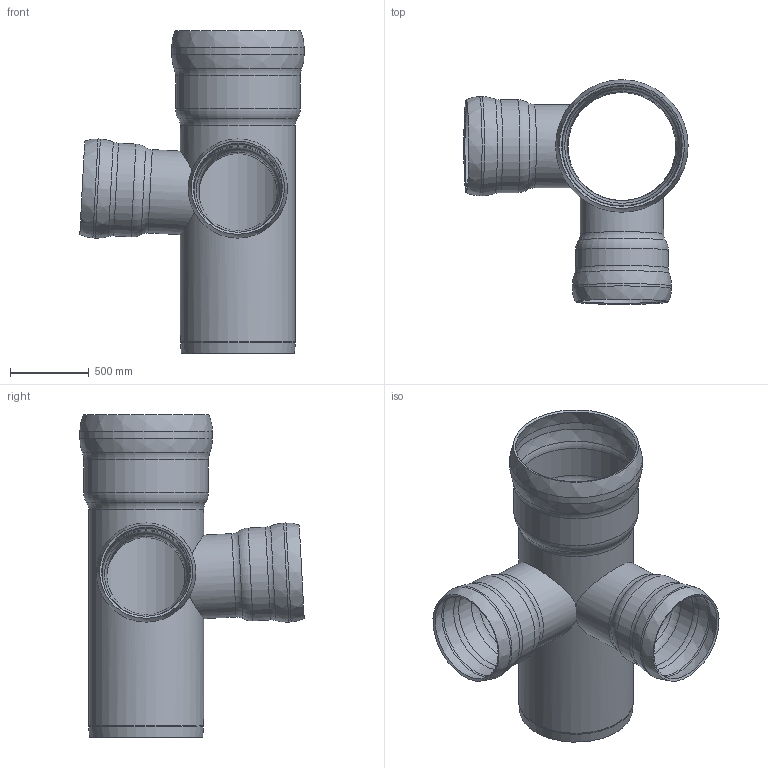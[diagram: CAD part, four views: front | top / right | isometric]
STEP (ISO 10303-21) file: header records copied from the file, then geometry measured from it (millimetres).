
FILE_DESCRIPTION(/* description */ (''),/* implementation_level */ '2;1');
FILE_NAME(/* name */ '00261.CBBX_3D.stp',/* time_stamp */ '2024-12-11T12:41:24+01:00',/* author */ ('CAD'),/* organization */ (''),/* preprocessor_version */ 'ST-DEVELOPER v20',/* originating_system */ 'AutoCAD Mechanical',/* authorisation */ '');
FILE_SCHEMA (('AUTOMOTIVE_DESIGN { 1 0 10303 214 3 1 1 }'));
Length unit declared in the file: centimetre
Products named in the file (2): Product; *S0
Assembly tree (1 placements, depth 2):
  Product
    *S0
Bounding box: 1425.14 x 1425.14 x 2050 mm (x, y, z)
Volume: 105150066.6 mm3; surface area: 13690788 mm2
Topology: 3 solids, 3 shells, 60 faces, 168 edges, 109 vertices
Faces by surface type: cylinder 22, torus 20, bspline 12, cone 6
Full cylindrical faces by diameter (mm): 500 x4, 530 x2, 560 x2, 590 x2, 600 x2, 630 x2, 698 x1, 730 x1, 760 x1, 792 x1, 810 x1, 842 x1
Entity records: 3232 total; most frequent: CARTESIAN_POINT 1579, DIRECTION 384, ORIENTED_EDGE 336, AXIS2_PLACEMENT_3D 179, EDGE_CURVE 168, CIRCLE 126, VERTEX_POINT 109, EDGE_LOOP 65
